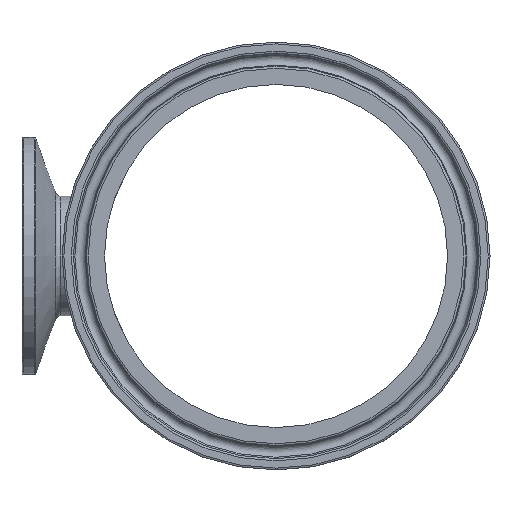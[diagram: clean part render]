
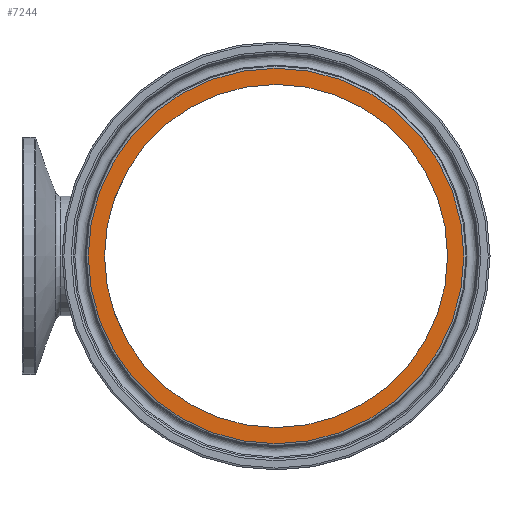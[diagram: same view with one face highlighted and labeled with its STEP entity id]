
A CAD part, left-side view. The second image highlights one B-rep face of the part: STEP entity #7244.
In plain terms, the highlighted planar face has unit normal (-1, 0, 0).
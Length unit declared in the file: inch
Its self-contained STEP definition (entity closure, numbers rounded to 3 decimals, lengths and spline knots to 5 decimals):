
#180=FACE_BOUND('',#1427,.T.);
#181=FACE_BOUND('',#1428,.T.);
#531=PLANE('',#7712);
#1427=EDGE_LOOP('',(#6735));
#1428=EDGE_LOOP('',(#6736));
#2916=CIRCLE('',#7701,1.435);
#2921=CIRCLE('',#7709,1.57066);
#3629=VERTEX_POINT('',#15671);
#3634=VERTEX_POINT('',#15684);
#4670=EDGE_CURVE('',#3629,#3629,#2916,.T.);
#4675=EDGE_CURVE('',#3634,#3634,#2921,.T.);
#6735=ORIENTED_EDGE('',*,*,#4670,.T.);
#6736=ORIENTED_EDGE('',*,*,#4675,.F.);
#7244=ADVANCED_FACE('',(#180,#181),#531,.T.);
#7701=AXIS2_PLACEMENT_3D('',#15672,#9090,#9091);
#7709=AXIS2_PLACEMENT_3D('',#15685,#9106,#9107);
#7712=AXIS2_PLACEMENT_3D('',#15689,#9112,#9113);
#9090=DIRECTION('center_axis',(1.,0.,0.));
#9091=DIRECTION('ref_axis',(0.,0.,
-1.));
#9106=DIRECTION('center_axis',(1.,0.,0.));
#9107=DIRECTION('ref_axis',(0.,-1.,0.));
#9112=DIRECTION('center_axis',(-1.,0.,0.));
#9113=DIRECTION('ref_axis',(0.,0.,1.));
#15671=CARTESIAN_POINT('',(-3.094,1.435,0.));
#15672=CARTESIAN_POINT('Origin',(-3.094,0.,0.));
#15684=CARTESIAN_POINT('',(-3.094,1.57066,0.));
#15685=CARTESIAN_POINT('Origin',(-3.094,0.,0.));
#15689=CARTESIAN_POINT('Origin',(-3.094,1.58466,0.));
